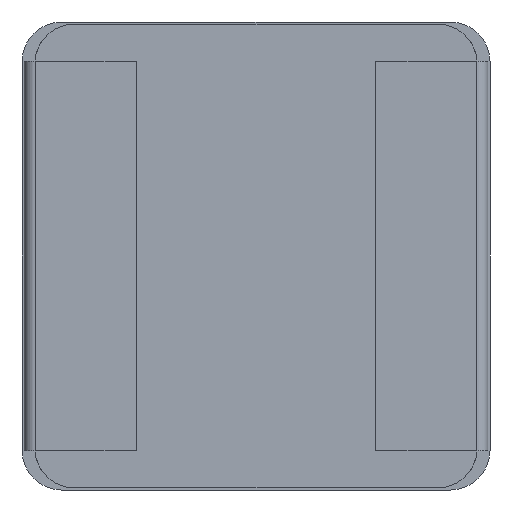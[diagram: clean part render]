
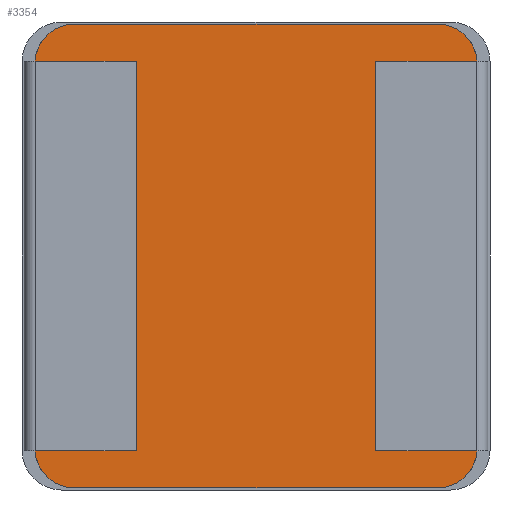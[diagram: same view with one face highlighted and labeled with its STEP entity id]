
A CAD part, front view. The second image highlights one B-rep face of the part: STEP entity #3354.
In plain terms, the highlighted planar face has unit normal (0, -1, 0).
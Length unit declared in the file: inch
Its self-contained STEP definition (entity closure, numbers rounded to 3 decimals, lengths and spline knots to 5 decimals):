
#25 = EDGE_CURVE ( 'NONE', #1390, #357, #590, .T. ) ;
#41 = DIRECTION ( 'NONE',  ( 0., 0., -1. ) ) ;
#140 = AXIS2_PLACEMENT_3D ( 'NONE', #725, #343, #3564 ) ;
#144 = EDGE_CURVE ( 'NONE', #3310, #1551, #1301, .T. ) ;
#179 = VECTOR ( 'NONE', #3444, 39.37008 ) ;
#185 = VECTOR ( 'NONE', #3457, 39.37008 ) ;
#187 = DIRECTION ( 'NONE',  ( -1., 0., 0. ) ) ;
#189 = VECTOR ( 'NONE', #2720, 39.37008 ) ;
#220 = CARTESIAN_POINT ( 'NONE',  ( 1.28008, 0.09557, 0.27188 ) ) ;
#234 = CARTESIAN_POINT ( 'NONE',  ( -0.59744, 0.09557, -0.45812 ) ) ;
#318 = VERTEX_POINT ( 'NONE', #2163 ) ;
#334 = CARTESIAN_POINT ( 'NONE',  ( 0.68082, 0.09557, 0.26638 ) ) ;
#343 = DIRECTION ( 'NONE',  ( 0., 1., 0. ) ) ;
#357 = VERTEX_POINT ( 'NONE', #3333 ) ;
#378 = DIRECTION ( 'NONE',  ( 0., 1., 0. ) ) ;
#390 = EDGE_CURVE ( 'NONE', #1548, #667, #2789, .T. ) ;
#422 = CARTESIAN_POINT ( 'NONE',  ( 0.11722, 0.09557, -0.09312 ) ) ;
#427 = CIRCLE ( 'NONE', #654, 0.0746 ) ;
#476 = EDGE_CURVE ( 'NONE', #724, #797, #1602, .T. ) ;
#494 = EDGE_CURVE ( 'NONE', #318, #611, #427, .T. ) ;
#503 = ORIENTED_EDGE ( 'NONE', *, *, #3509, .T. ) ;
#519 = DIRECTION ( 'NONE',  ( -1., 0., 0. ) ) ;
#556 = VECTOR ( 'NONE', #828, 39.37008 ) ;
#557 = CARTESIAN_POINT ( 'NONE',  ( 0.68082, 0.09557, -0.45812 ) ) ;
#590 = LINE ( 'NONE', #220, #179 ) ;
#604 = LINE ( 'NONE', #234, #185 ) ;
#611 = VERTEX_POINT ( 'NONE', #1473 ) ;
#648 = ORIENTED_EDGE ( 'NONE', *, *, #2695, .F. ) ;
#650 = VERTEX_POINT ( 'NONE', #1426 ) ;
#654 = AXIS2_PLACEMENT_3D ( 'NONE', #2956, #2596, #2261 ) ;
#667 = VERTEX_POINT ( 'NONE', #1048 ) ;
#724 = VERTEX_POINT ( 'NONE', #2193 ) ;
#725 = CARTESIAN_POINT ( 'NONE',  ( 0.00182, 0.09557, -0.45262 ) ) ;
#753 = CARTESIAN_POINT ( 'NONE',  ( 0.68082, 0.09557, 0.26638 ) ) ;
#766 = ORIENTED_EDGE ( 'NONE', *, *, #1654, .F. ) ;
#793 = LINE ( 'NONE', #422, #1037 ) ;
#797 = VERTEX_POINT ( 'NONE', #926 ) ;
#828 = DIRECTION ( 'NONE',  ( 1., 0., 0. ) ) ;
#875 = CIRCLE ( 'NONE', #3047, 0.0746 ) ;
#914 = CARTESIAN_POINT ( 'NONE',  ( 0.00182, 0.09557, -0.52722 ) ) ;
#919 = DIRECTION ( 'NONE',  ( 1., 0., 0. ) ) ;
#926 = CARTESIAN_POINT ( 'NONE',  ( 0.11722, 0.09557, 0.27188 ) ) ;
#932 = VECTOR ( 'NONE', #2082, 39.37008 ) ;
#954 = LINE ( 'NONE', #557, #1519 ) ;
#958 = CARTESIAN_POINT ( 'NONE',  ( 0.68082, 0.09557, 0.34098 ) ) ;
#1029 = ORIENTED_EDGE ( 'NONE', *, *, #494, .F. ) ;
#1037 = VECTOR ( 'NONE', #41, 39.37008 ) ;
#1048 = CARTESIAN_POINT ( 'NONE',  ( -0.07258, 0.09557, -0.45812 ) ) ;
#1050 = EDGE_CURVE ( 'NONE', #1845, #650, #954, .T. ) ;
#1054 = CARTESIAN_POINT ( 'NONE',  ( 0.11722, 0.09557, -0.45812 ) ) ;
#1056 = ORIENTED_EDGE ( 'NONE', *, *, #476, .T. ) ;
#1105 = EDGE_CURVE ( 'NONE', #1548, #2516, #604, .T. ) ;
#1148 = CIRCLE ( 'NONE', #140, 0.0746 ) ;
#1163 = PLANE ( 'NONE',  #3105 ) ;
#1175 = DIRECTION ( 'NONE',  ( 1., 0., 0. ) ) ;
#1215 = ORIENTED_EDGE ( 'NONE', *, *, #2341, .F. ) ;
#1226 = CIRCLE ( 'NONE', #3083, 0.0746 ) ;
#1232 = CARTESIAN_POINT ( 'NONE',  ( -0.59744, 0.09557, 0.27188 ) ) ;
#1274 = VECTOR ( 'NONE', #519, 39.37008 ) ;
#1301 = LINE ( 'NONE', #914, #1274 ) ;
#1307 = CARTESIAN_POINT ( 'NONE',  ( 1.28008, 0.09557, -0.45812 ) ) ;
#1361 = EDGE_CURVE ( 'NONE', #318, #724, #2290, .T. ) ;
#1371 = DIRECTION ( 'NONE',  ( 1., 0., 0. ) ) ;
#1381 = CARTESIAN_POINT ( 'NONE',  ( 0.56542, 0.09557, 0.27188 ) ) ;
#1390 = VERTEX_POINT ( 'NONE', #1381 ) ;
#1426 = CARTESIAN_POINT ( 'NONE',  ( 0.75442, 0.09557, -0.45812 ) ) ;
#1473 = CARTESIAN_POINT ( 'NONE',  ( 0.00182, 0.09557, 0.34098 ) ) ;
#1517 = VERTEX_POINT ( 'NONE', #2801 ) ;
#1519 = VECTOR ( 'NONE', #187, 39.37008 ) ;
#1537 = EDGE_CURVE ( 'NONE', #1923, #650, #1671, .T. ) ;
#1548 = VERTEX_POINT ( 'NONE', #2322 ) ;
#1550 = CARTESIAN_POINT ( 'NONE',  ( 0.68082, 0.09557, 0.27188 ) ) ;
#1551 = VERTEX_POINT ( 'NONE', #1962 ) ;
#1602 = LINE ( 'NONE', #1232, #556 ) ;
#1654 = EDGE_CURVE ( 'NONE', #2560, #1517, #875, .T. ) ;
#1671 = LINE ( 'NONE', #1307, #3205 ) ;
#1739 = CARTESIAN_POINT ( 'NONE',  ( 0.00182, 0.09557, 0.34098 ) ) ;
#1750 = ORIENTED_EDGE ( 'NONE', *, *, #3491, .F. ) ;
#1822 = ORIENTED_EDGE ( 'NONE', *, *, #390, .T. ) ;
#1845 = VERTEX_POINT ( 'NONE', #2210 ) ;
#1923 = VERTEX_POINT ( 'NONE', #2270 ) ;
#1925 = LINE ( 'NONE', #1550, #2690 ) ;
#1929 = ORIENTED_EDGE ( 'NONE', *, *, #3410, .T. ) ;
#1962 = CARTESIAN_POINT ( 'NONE',  ( 0.00182, 0.09557, -0.52722 ) ) ;
#2015 = ORIENTED_EDGE ( 'NONE', *, *, #25, .T. ) ;
#2082 = DIRECTION ( 'NONE',  ( -1., 0., 0. ) ) ;
#2099 = LINE ( 'NONE', #1739, #3503 ) ;
#2163 = CARTESIAN_POINT ( 'NONE',  ( -0.07258, 0.09557, 0.27188 ) ) ;
#2164 = CARTESIAN_POINT ( 'NONE',  ( 0.68082, 0.09557, -0.52722 ) ) ;
#2193 = CARTESIAN_POINT ( 'NONE',  ( -0.07178, 0.09557, 0.27188 ) ) ;
#2210 = CARTESIAN_POINT ( 'NONE',  ( 0.75522, 0.09557, -0.45812 ) ) ;
#2218 = ORIENTED_EDGE ( 'NONE', *, *, #1105, .F. ) ;
#2228 = ORIENTED_EDGE ( 'NONE', *, *, #1361, .T. ) ;
#2261 = DIRECTION ( 'NONE',  ( 0., 0., -1. ) ) ;
#2270 = CARTESIAN_POINT ( 'NONE',  ( 0.56542, 0.09557, -0.45812 ) ) ;
#2285 = ORIENTED_EDGE ( 'NONE', *, *, #144, .F. ) ;
#2290 = LINE ( 'NONE', #2909, #2377 ) ;
#2322 = CARTESIAN_POINT ( 'NONE',  ( -0.07178, 0.09557, -0.45812 ) ) ;
#2341 = EDGE_CURVE ( 'NONE', #1551, #667, #1148, .T. ) ;
#2377 = VECTOR ( 'NONE', #2559, 39.37008 ) ;
#2404 = FACE_OUTER_BOUND ( 'NONE', #3320, .T. ) ;
#2447 = CARTESIAN_POINT ( 'NONE',  ( 0.68082, 0.09557, -0.45812 ) ) ;
#2491 = DIRECTION ( 'NONE',  ( 0., 0., -1. ) ) ;
#2516 = VERTEX_POINT ( 'NONE', #1054 ) ;
#2559 = DIRECTION ( 'NONE',  ( 1., 0., 0. ) ) ;
#2560 = VERTEX_POINT ( 'NONE', #958 ) ;
#2590 = ORIENTED_EDGE ( 'NONE', *, *, #1537, .F. ) ;
#2596 = DIRECTION ( 'NONE',  ( 0., 1., 0. ) ) ;
#2690 = VECTOR ( 'NONE', #1175, 39.37008 ) ;
#2695 = EDGE_CURVE ( 'NONE', #1845, #3310, #1226, .T. ) ;
#2720 = DIRECTION ( 'NONE',  ( 0., 0., 1. ) ) ;
#2789 = LINE ( 'NONE', #2447, #932 ) ;
#2801 = CARTESIAN_POINT ( 'NONE',  ( 0.75522, 0.09557, 0.27188 ) ) ;
#2804 = EDGE_CURVE ( 'NONE', #797, #2516, #793, .T. ) ;
#2832 = DIRECTION ( 'NONE',  ( 0., 1., 0. ) ) ;
#2909 = CARTESIAN_POINT ( 'NONE',  ( 0.68082, 0.09557, 0.27188 ) ) ;
#2956 = CARTESIAN_POINT ( 'NONE',  ( 0.00182, 0.09557, 0.26638 ) ) ;
#3047 = AXIS2_PLACEMENT_3D ( 'NONE', #334, #3556, #3193 ) ;
#3074 = CARTESIAN_POINT ( 'NONE',  ( 0.56542, 0.09557, -0.09312 ) ) ;
#3082 = ORIENTED_EDGE ( 'NONE', *, *, #1050, .T. ) ;
#3083 = AXIS2_PLACEMENT_3D ( 'NONE', #3196, #2832, #2491 ) ;
#3105 = AXIS2_PLACEMENT_3D ( 'NONE', #753, #378, #3598 ) ;
#3193 = DIRECTION ( 'NONE',  ( 0., 0., 1. ) ) ;
#3196 = CARTESIAN_POINT ( 'NONE',  ( 0.68082, 0.09557, -0.45262 ) ) ;
#3201 = ORIENTED_EDGE ( 'NONE', *, *, #2804, .T. ) ;
#3205 = VECTOR ( 'NONE', #919, 39.37008 ) ;
#3310 = VERTEX_POINT ( 'NONE', #2164 ) ;
#3320 = EDGE_LOOP ( 'NONE', ( #2015, #1929, #766, #1750, #1029, #2228, #1056, #3201, #2218, #1822, #1215, #2285, #648, #3082, #2590, #503 ) ) ;
#3333 = CARTESIAN_POINT ( 'NONE',  ( 0.75442, 0.09557, 0.27188 ) ) ;
#3354 = ADVANCED_FACE ( 'NONE', ( #2404 ), #1163, .F. ) ;
#3410 = EDGE_CURVE ( 'NONE', #357, #1517, #1925, .T. ) ;
#3443 = LINE ( 'NONE', #3074, #189 ) ;
#3444 = DIRECTION ( 'NONE',  ( 1., 0., 0. ) ) ;
#3457 = DIRECTION ( 'NONE',  ( 1., 0., 0. ) ) ;
#3491 = EDGE_CURVE ( 'NONE', #611, #2560, #2099, .T. ) ;
#3503 = VECTOR ( 'NONE', #1371, 39.37008 ) ;
#3509 = EDGE_CURVE ( 'NONE', #1923, #1390, #3443, .T. ) ;
#3556 = DIRECTION ( 'NONE',  ( 0., 1., 0. ) ) ;
#3564 = DIRECTION ( 'NONE',  ( 0., 0., -1. ) ) ;
#3598 = DIRECTION ( 'NONE',  ( 0., 0., 1. ) ) ;
